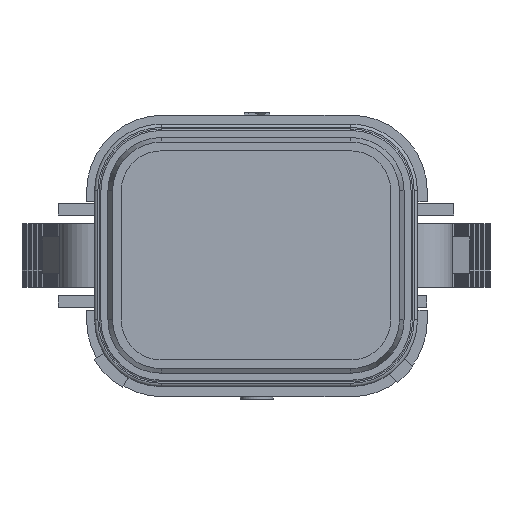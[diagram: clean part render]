
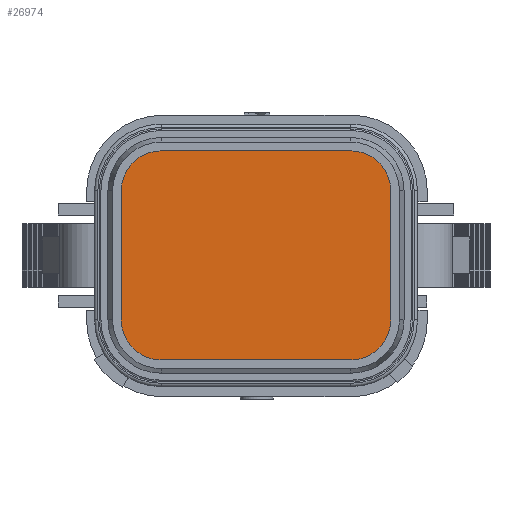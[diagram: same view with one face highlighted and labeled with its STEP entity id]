
A CAD part, front view. The second image highlights one B-rep face of the part: STEP entity #26974.
In plain terms, the highlighted planar face has unit normal (0, -1, 0).
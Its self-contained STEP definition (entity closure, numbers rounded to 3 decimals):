
#6558=DIRECTION('',(1.,0.,0.));
#6559=VECTOR('',#6558,14.9);
#6560=CARTESIAN_POINT('',(-7.45,0.,8.225));
#6561=LINE('',#6560,#6559);
#6562=CARTESIAN_POINT('',(7.45,0.,5.075));
#6563=DIRECTION('',(0.,1.,0.));
#6564=DIRECTION('',(0.,0.,1.));
#6565=AXIS2_PLACEMENT_3D('',#6562,#6563,#6564);
#6567=DIRECTION('',(0.,0.,-1.));
#6568=VECTOR('',#6567,10.15);
#6569=CARTESIAN_POINT('',(10.6,0.,5.075));
#6570=LINE('',#6569,#6568);
#6571=CARTESIAN_POINT('',(7.45,0.,-5.075));
#6572=DIRECTION('',(0.,1.,0.));
#6573=DIRECTION('',(1.,0.,0.));
#6574=AXIS2_PLACEMENT_3D('',#6571,#6572,#6573);
#6576=DIRECTION('',(-1.,0.,0.));
#6577=VECTOR('',#6576,14.9);
#6578=CARTESIAN_POINT('',(7.45,0.,-8.225));
#6579=LINE('',#6578,#6577);
#6580=CARTESIAN_POINT('',(-7.45,0.,-5.075));
#6581=DIRECTION('',(0.,1.,0.));
#6582=DIRECTION('',(0.,0.,-1.));
#6583=AXIS2_PLACEMENT_3D('',#6580,#6581,#6582);
#6585=DIRECTION('',(0.,0.,1.));
#6586=VECTOR('',#6585,10.15);
#6587=CARTESIAN_POINT('',(-10.6,0.,-5.075));
#6588=LINE('',#6587,#6586);
#6589=CARTESIAN_POINT('',(-7.45,0.,5.075));
#6590=DIRECTION('',(0.,1.,0.));
#6591=DIRECTION('',(-1.,0.,0.));
#6592=AXIS2_PLACEMENT_3D('',#6589,#6590,#6591);
#17234=CARTESIAN_POINT('',(-7.45,0.,8.225));
#17235=CARTESIAN_POINT('',(7.45,0.,8.225));
#17236=VERTEX_POINT('',#17234);
#17237=VERTEX_POINT('',#17235);
#17238=CARTESIAN_POINT('',(10.6,0.,5.075));
#17239=VERTEX_POINT('',#17238);
#17240=CARTESIAN_POINT('',(10.6,0.,-5.075));
#17241=VERTEX_POINT('',#17240);
#17242=CARTESIAN_POINT('',(7.45,0.,-8.225));
#17243=VERTEX_POINT('',#17242);
#17244=CARTESIAN_POINT('',(-7.45,0.,-8.225));
#17245=VERTEX_POINT('',#17244);
#17246=CARTESIAN_POINT('',(-10.6,0.,-5.075));
#17247=VERTEX_POINT('',#17246);
#17248=CARTESIAN_POINT('',(-10.6,0.,5.075));
#17249=VERTEX_POINT('',#17248);
#26952=CARTESIAN_POINT('',(0.,0.,0.));
#26953=DIRECTION('',(0.,1.,0.));
#26954=DIRECTION('',(1.,0.,0.));
#26955=AXIS2_PLACEMENT_3D('',#26952,#26953,#26954);
#26956=PLANE('',#26955);
#26958=ORIENTED_EDGE('',*,*,#26957,.T.);
#26960=ORIENTED_EDGE('',*,*,#26959,.T.);
#26962=ORIENTED_EDGE('',*,*,#26961,.T.);
#26964=ORIENTED_EDGE('',*,*,#26963,.T.);
#26966=ORIENTED_EDGE('',*,*,#26965,.T.);
#26968=ORIENTED_EDGE('',*,*,#26967,.T.);
#26970=ORIENTED_EDGE('',*,*,#26969,.T.);
#26971=ORIENTED_EDGE('',*,*,#26942,.T.);
#26972=EDGE_LOOP('',(#26958,#26960,#26962,#26964,#26966,#26968,#26970,#26971));
#26973=FACE_OUTER_BOUND('',#26972,.F.);
#26974=ADVANCED_FACE('',(#26973),#26956,.F.);
#6566=CIRCLE('',#6565,3.15);
#6575=CIRCLE('',#6574,3.15);
#6584=CIRCLE('',#6583,3.15);
#6593=CIRCLE('',#6592,3.15);
#26942=EDGE_CURVE('',#17249,#17236,#6593,.T.);
#26957=EDGE_CURVE('',#17236,#17237,#6561,.T.);
#26959=EDGE_CURVE('',#17237,#17239,#6566,.T.);
#26961=EDGE_CURVE('',#17239,#17241,#6570,.T.);
#26963=EDGE_CURVE('',#17241,#17243,#6575,.T.);
#26965=EDGE_CURVE('',#17243,#17245,#6579,.T.);
#26967=EDGE_CURVE('',#17245,#17247,#6584,.T.);
#26969=EDGE_CURVE('',#17247,#17249,#6588,.T.);
